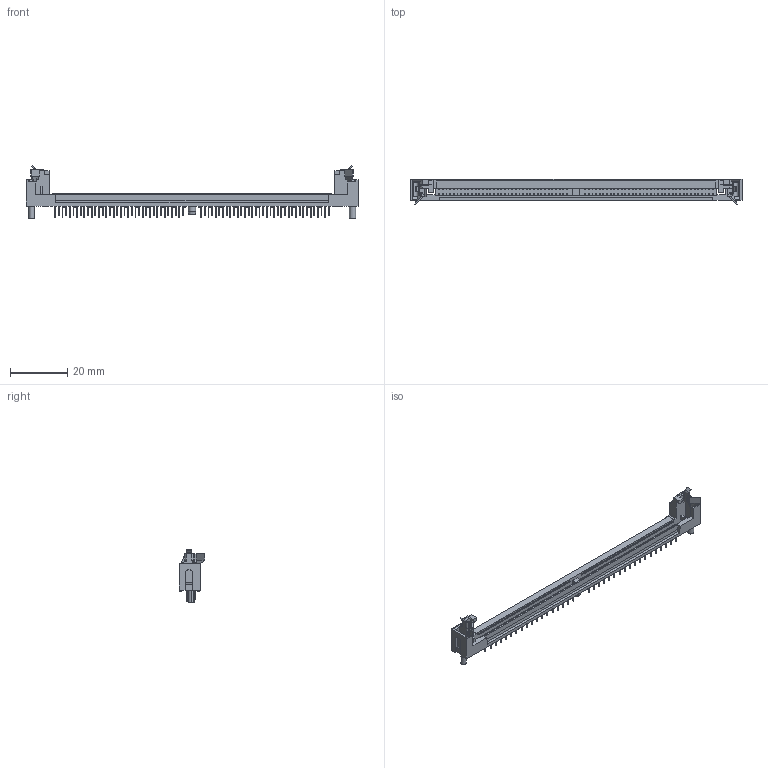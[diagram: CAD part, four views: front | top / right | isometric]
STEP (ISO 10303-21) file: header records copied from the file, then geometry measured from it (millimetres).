
FILE_DESCRIPTION((''),'2;1');
FILE_NAME('C-5821997-3','2013-04-26T',('workeradm'),('Tyco Electronics Ltd.'),'PRO/ENGINEER BY PARAMETRIC TECHNOLOGY CORPORATION, 2011490','PRO/ENGINEER BY PARAMETRIC TECHNOLOGY CORPORATION, 2011490','');
FILE_SCHEMA(('AUTOMOTIVE_DESIGN { 1 0 10303 214 1 1 1 1 }'));
Products named in the file (1): C-5821997-3
Bounding box: 115.57 x 8.97 x 18.67 mm (x, y, z)
Volume: 2739 mm3; surface area: 4854.9 mm2
Topology: 1 solids, 1 shells, 2091 faces, 5439 edges, 3603 vertices
Faces by surface type: plane 1577, cylinder 486, bspline 22, cone 6
Entity records: 64616 total; most frequent: CARTESIAN_POINT 12010, ORIENTED_EDGE 10878, DIRECTION 10545, EDGE_CURVE 5439, VECTOR 4455, LINE 4455, VERTEX_POINT 3603, AXIS2_PLACEMENT_3D 3045
